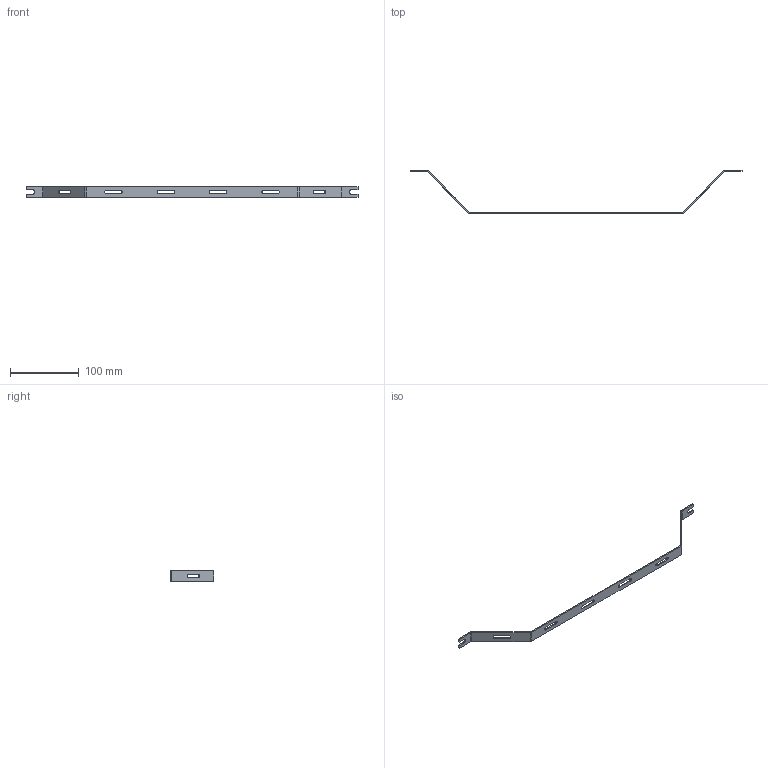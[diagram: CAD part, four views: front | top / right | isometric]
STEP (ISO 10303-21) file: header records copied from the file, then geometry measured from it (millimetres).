
FILE_DESCRIPTION( ( 'Unknown' ), '1' );
FILE_NAME( 'HCM190U.stp', 'Unknown', ( 'Unknown' ), ( 'Unknown' ), 'PSStep 10.1', 'Unknown', ' ' );
FILE_SCHEMA( ( 'AUTOMOTIVE_DESIGN { 1 0 10303 214 1 1 1 1 }' ) );
Length unit declared in the file: millimetre
Products named in the file (1): 1
Bounding box: 482.6 x 63.5 x 15.88 mm (x, y, z)
Volume: 13928.7 mm3; surface area: 17941.7 mm2
Topology: 1 solids, 1 shells, 54 faces, 156 edges, 104 vertices
Faces by surface type: plane 32, cylinder 22
Entity records: 1823 total; most frequent: CARTESIAN_POINT 315, ORIENTED_EDGE 312, DIRECTION 310, EDGE_CURVE 156, LINE 112, VECTOR 112, VERTEX_POINT 104, AXIS2_PLACEMENT_3D 99
